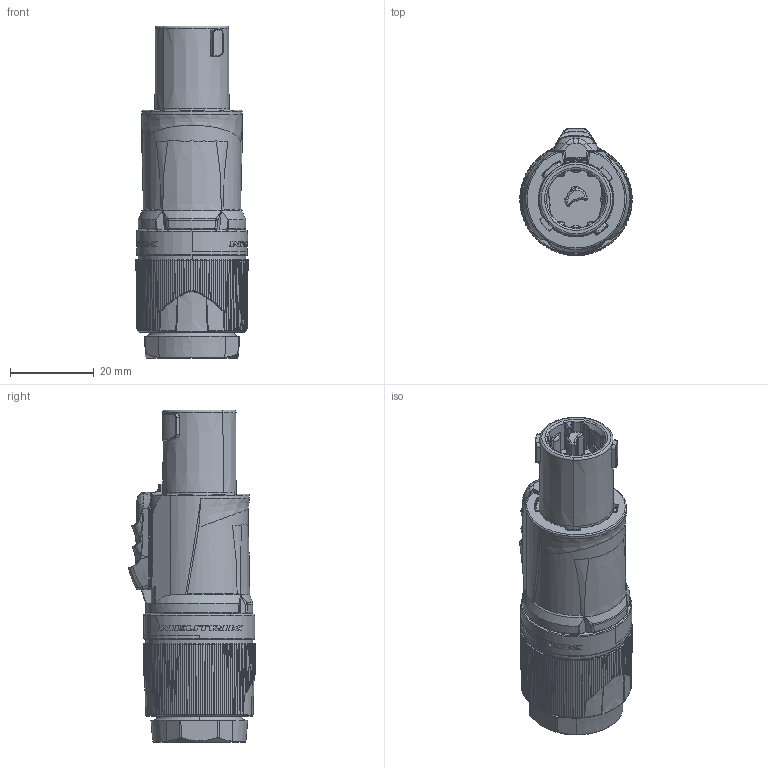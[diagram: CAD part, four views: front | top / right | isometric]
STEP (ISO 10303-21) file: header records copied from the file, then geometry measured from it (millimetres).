
FILE_DESCRIPTION((''),'2;1');
FILE_NAME('30010054','2022-11-04T10:36:15',('thomas.schmiedl'),(''),'CREO PARAMETRIC BY PTC INC, 2021184','CREO PARAMETRIC BY PTC INC, 2021184','');
FILE_SCHEMA(('CONFIG_CONTROL_DESIGN'));
Length unit declared in the file: millimetre
Products named in the file (1): 30010054
Bounding box: 26.83 x 30.34 x 79.25 mm (x, y, z)
Volume: 32726.4 mm3; surface area: 9012.4 mm2
Topology: 1 solids, 3 shells, 1814 faces, 4471 edges, 2689 vertices
Faces by surface type: plane 773, bspline 500, cone 176, cylinder 163, torus 121, sphere 44, extrusion 37
Entity records: 77015 total; most frequent: CARTESIAN_POINT 39564, ORIENTED_EDGE 8938, DIRECTION 6119, EDGE_CURVE 4469, VERTEX_POINT 2689, AXIS2_PLACEMENT_3D 2324, B_SPLINE_CURVE_WITH_KNOTS 2025, EDGE_LOOP 1848
